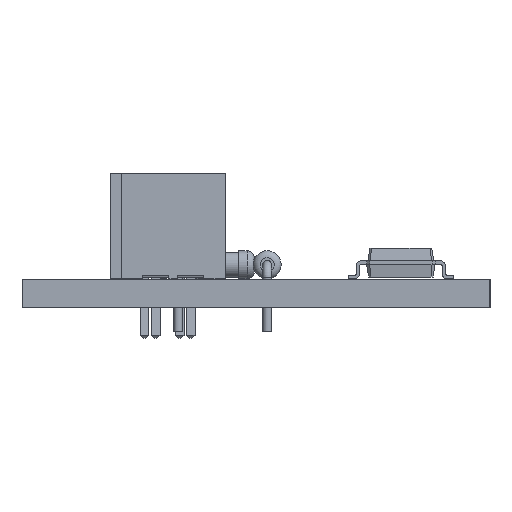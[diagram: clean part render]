
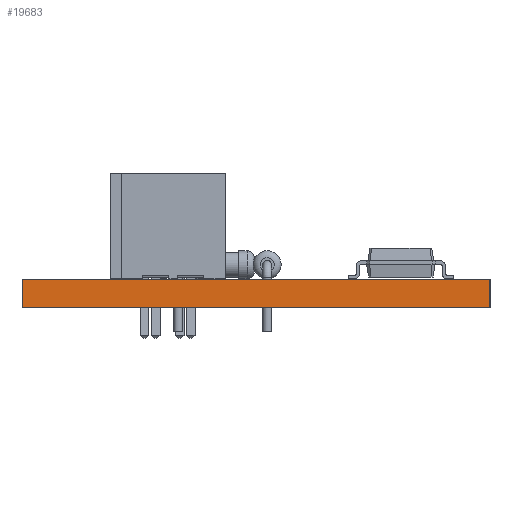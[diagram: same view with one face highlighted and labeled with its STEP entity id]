
A CAD part, left-side view. The second image highlights one B-rep face of the part: STEP entity #19683.
In plain terms, the highlighted planar face has unit normal (-1, 0, 0).
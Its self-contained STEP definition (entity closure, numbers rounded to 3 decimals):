
#19502 = PLANE('',#19503);
#19503 = AXIS2_PLACEMENT_3D('',#19504,#19505,#19506);
#19504 = CARTESIAN_POINT('',(220.98,-95.25,0.));
#19505 = DIRECTION('',(0.,-1.,0.));
#19506 = DIRECTION('',(-1.,0.,0.));
#19527 = VERTEX_POINT('',#19528);
#19528 = CARTESIAN_POINT('',(152.4,-95.25,1.6));
#19542 = PLANE('',#19543);
#19543 = AXIS2_PLACEMENT_3D('',#19544,#19545,#19546);
#19544 = CARTESIAN_POINT('',(186.69,-81.915,1.6));
#19545 = DIRECTION('',(-0.,-0.,-1.));
#19546 = DIRECTION('',(-1.,0.,0.));
#19554 = EDGE_CURVE('',#19555,#19527,#19557,.T.);
#19555 = VERTEX_POINT('',#19556);
#19556 = CARTESIAN_POINT('',(152.4,-95.25,0.));
#19557 = SURFACE_CURVE('',#19558,(#19562,#19569),.PCURVE_S1.);
#19558 = LINE('',#19559,#19560);
#19559 = CARTESIAN_POINT('',(152.4,-95.25,0.));
#19560 = VECTOR('',#19561,1.);
#19561 = DIRECTION('',(0.,0.,1.));
#19562 = PCURVE('',#19502,#19563);
#19563 = DEFINITIONAL_REPRESENTATION('',(#19564),#19568);
#19564 = LINE('',#19565,#19566);
#19565 = CARTESIAN_POINT('',(68.58,0.));
#19566 = VECTOR('',#19567,1.);
#19567 = DIRECTION('',(0.,-1.));
#19568 = ( GEOMETRIC_REPRESENTATION_CONTEXT(2) 
PARAMETRIC_REPRESENTATION_CONTEXT() REPRESENTATION_CONTEXT('2D SPACE',''
  ) );
#19569 = PCURVE('',#19570,#19575);
#19570 = PLANE('',#19571);
#19571 = AXIS2_PLACEMENT_3D('',#19572,#19573,#19574);
#19572 = CARTESIAN_POINT('',(152.4,-95.25,0.));
#19573 = DIRECTION('',(-1.,0.,0.));
#19574 = DIRECTION('',(0.,1.,0.));
#19575 = DEFINITIONAL_REPRESENTATION('',(#19576),#19580);
#19576 = LINE('',#19577,#19578);
#19577 = CARTESIAN_POINT('',(0.,0.));
#19578 = VECTOR('',#19579,1.);
#19579 = DIRECTION('',(0.,-1.));
#19580 = ( GEOMETRIC_REPRESENTATION_CONTEXT(2) 
PARAMETRIC_REPRESENTATION_CONTEXT() REPRESENTATION_CONTEXT('2D SPACE',''
  ) );
#19596 = PLANE('',#19597);
#19597 = AXIS2_PLACEMENT_3D('',#19598,#19599,#19600);
#19598 = CARTESIAN_POINT('',(186.69,-81.915,0.));
#19599 = DIRECTION('',(-0.,-0.,-1.));
#19600 = DIRECTION('',(-1.,0.,0.));
#19629 = PLANE('',#19630);
#19630 = AXIS2_PLACEMENT_3D('',#19631,#19632,#19633);
#19631 = CARTESIAN_POINT('',(152.4,-68.58,0.));
#19632 = DIRECTION('',(0.,1.,0.));
#19633 = DIRECTION('',(1.,0.,0.));
#19683 = ADVANCED_FACE('',(#19684),#19570,.T.);
#19684 = FACE_BOUND('',#19685,.T.);
#19685 = EDGE_LOOP('',(#19686,#19687,#19710,#19733));
#19686 = ORIENTED_EDGE('',*,*,#19554,.T.);
#19687 = ORIENTED_EDGE('',*,*,#19688,.T.);
#19688 = EDGE_CURVE('',#19527,#19689,#19691,.T.);
#19689 = VERTEX_POINT('',#19690);
#19690 = CARTESIAN_POINT('',(152.4,-68.58,1.6));
#19691 = SURFACE_CURVE('',#19692,(#19696,#19703),.PCURVE_S1.);
#19692 = LINE('',#19693,#19694);
#19693 = CARTESIAN_POINT('',(152.4,-95.25,1.6));
#19694 = VECTOR('',#19695,1.);
#19695 = DIRECTION('',(0.,1.,0.));
#19696 = PCURVE('',#19570,#19697);
#19697 = DEFINITIONAL_REPRESENTATION('',(#19698),#19702);
#19698 = LINE('',#19699,#19700);
#19699 = CARTESIAN_POINT('',(0.,-1.6));
#19700 = VECTOR('',#19701,1.);
#19701 = DIRECTION('',(1.,0.));
#19702 = ( GEOMETRIC_REPRESENTATION_CONTEXT(2) 
PARAMETRIC_REPRESENTATION_CONTEXT() REPRESENTATION_CONTEXT('2D SPACE',''
  ) );
#19703 = PCURVE('',#19542,#19704);
#19704 = DEFINITIONAL_REPRESENTATION('',(#19705),#19709);
#19705 = LINE('',#19706,#19707);
#19706 = CARTESIAN_POINT('',(34.29,-13.335));
#19707 = VECTOR('',#19708,1.);
#19708 = DIRECTION('',(0.,1.));
#19709 = ( GEOMETRIC_REPRESENTATION_CONTEXT(2) 
PARAMETRIC_REPRESENTATION_CONTEXT() REPRESENTATION_CONTEXT('2D SPACE',''
  ) );
#19710 = ORIENTED_EDGE('',*,*,#19711,.F.);
#19711 = EDGE_CURVE('',#19712,#19689,#19714,.T.);
#19712 = VERTEX_POINT('',#19713);
#19713 = CARTESIAN_POINT('',(152.4,-68.58,0.));
#19714 = SURFACE_CURVE('',#19715,(#19719,#19726),.PCURVE_S1.);
#19715 = LINE('',#19716,#19717);
#19716 = CARTESIAN_POINT('',(152.4,-68.58,0.));
#19717 = VECTOR('',#19718,1.);
#19718 = DIRECTION('',(0.,0.,1.));
#19719 = PCURVE('',#19570,#19720);
#19720 = DEFINITIONAL_REPRESENTATION('',(#19721),#19725);
#19721 = LINE('',#19722,#19723);
#19722 = CARTESIAN_POINT('',(26.67,0.));
#19723 = VECTOR('',#19724,1.);
#19724 = DIRECTION('',(0.,-1.));
#19725 = ( GEOMETRIC_REPRESENTATION_CONTEXT(2) 
PARAMETRIC_REPRESENTATION_CONTEXT() REPRESENTATION_CONTEXT('2D SPACE',''
  ) );
#19726 = PCURVE('',#19629,#19727);
#19727 = DEFINITIONAL_REPRESENTATION('',(#19728),#19732);
#19728 = LINE('',#19729,#19730);
#19729 = CARTESIAN_POINT('',(0.,0.));
#19730 = VECTOR('',#19731,1.);
#19731 = DIRECTION('',(0.,-1.));
#19732 = ( GEOMETRIC_REPRESENTATION_CONTEXT(2) 
PARAMETRIC_REPRESENTATION_CONTEXT() REPRESENTATION_CONTEXT('2D SPACE',''
  ) );
#19733 = ORIENTED_EDGE('',*,*,#19734,.F.);
#19734 = EDGE_CURVE('',#19555,#19712,#19735,.T.);
#19735 = SURFACE_CURVE('',#19736,(#19740,#19747),.PCURVE_S1.);
#19736 = LINE('',#19737,#19738);
#19737 = CARTESIAN_POINT('',(152.4,-95.25,0.));
#19738 = VECTOR('',#19739,1.);
#19739 = DIRECTION('',(0.,1.,0.));
#19740 = PCURVE('',#19570,#19741);
#19741 = DEFINITIONAL_REPRESENTATION('',(#19742),#19746);
#19742 = LINE('',#19743,#19744);
#19743 = CARTESIAN_POINT('',(0.,0.));
#19744 = VECTOR('',#19745,1.);
#19745 = DIRECTION('',(1.,0.));
#19746 = ( GEOMETRIC_REPRESENTATION_CONTEXT(2) 
PARAMETRIC_REPRESENTATION_CONTEXT() REPRESENTATION_CONTEXT('2D SPACE',''
  ) );
#19747 = PCURVE('',#19596,#19748);
#19748 = DEFINITIONAL_REPRESENTATION('',(#19749),#19753);
#19749 = LINE('',#19750,#19751);
#19750 = CARTESIAN_POINT('',(34.29,-13.335));
#19751 = VECTOR('',#19752,1.);
#19752 = DIRECTION('',(0.,1.));
#19753 = ( GEOMETRIC_REPRESENTATION_CONTEXT(2) 
PARAMETRIC_REPRESENTATION_CONTEXT() REPRESENTATION_CONTEXT('2D SPACE',''
  ) );
